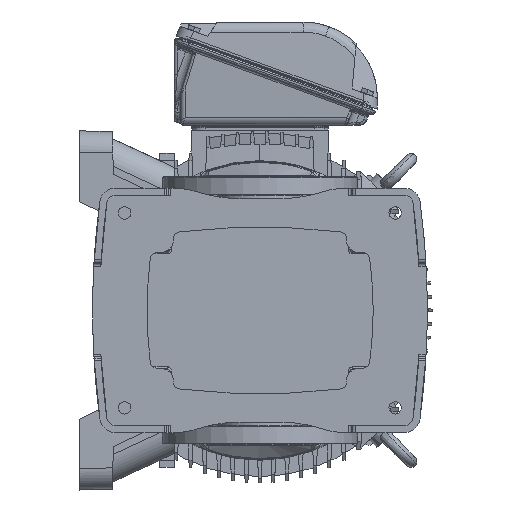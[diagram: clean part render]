
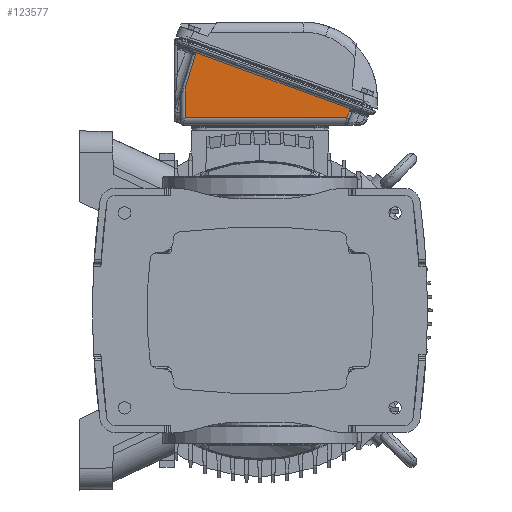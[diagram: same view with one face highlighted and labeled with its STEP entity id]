
A CAD part, front view. The second image highlights one B-rep face of the part: STEP entity #123577.
In plain terms, the highlighted face is planar.
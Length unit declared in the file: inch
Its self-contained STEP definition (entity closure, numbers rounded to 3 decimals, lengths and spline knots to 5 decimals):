
#7544 = ORIENTED_EDGE ( 'NONE', *, *, #149824, .T. ) ;
#7591 = EDGE_LOOP ( 'NONE', ( #7544, #118263, #102918, #90786, #186045, #164636, #89564 ) ) ;
#9681 = CARTESIAN_POINT ( 'NONE',  ( -14.20624, -3.57893, 4.99691 ) ) ;
#14758 = VECTOR ( 'NONE', #66458, 39.37008 ) ;
#19169 = VERTEX_POINT ( 'NONE', #192856 ) ;
#20251 = VERTEX_POINT ( 'NONE', #27945 ) ;
#26603 = CARTESIAN_POINT ( 'NONE',  ( -11.07052, 4.97222, 4.99614 ) ) ;
#27945 = CARTESIAN_POINT ( 'NONE',  ( -12.28292, -4.15254, 4.92695 ) ) ;
#29748 = VECTOR ( 'NONE', #164343, 39.37008 ) ;
#31021 = CARTESIAN_POINT ( 'NONE',  ( -10.69446, -4.15254, 4.87482 ) ) ;
#32373 = VECTOR ( 'NONE', #100863, 39.37008 ) ;
#37216 = VECTOR ( 'NONE', #82466, 39.37008 ) ;
#44109 = EDGE_CURVE ( 'NONE', #171630, #166038, #161496, .T. ) ;
#44138 = DIRECTION ( 'NONE',  ( -0.342, -0.94, 0. ) ) ;
#47084 = CARTESIAN_POINT ( 'NONE',  ( -14.50183, -4.10589, 5.00032 ) ) ;
#55096 = VERTEX_POINT ( 'NONE', #141401 ) ;
#59246 = CARTESIAN_POINT ( 'NONE',  ( -14.28178, -3.60336, 4.9991 ) ) ;
#62750 = EDGE_CURVE ( 'NONE', #55096, #20251, #126056, .T. ) ;
#66458 = DIRECTION ( 'NONE',  ( 0.956, -0.292, -0.035 ) ) ;
#71079 = CARTESIAN_POINT ( 'NONE',  ( -10.69446, 5.81088, 4.99382 ) ) ;
#82466 = DIRECTION ( 'NONE',  ( 0.999, 0., -0.033 ) ) ;
#85240 = EDGE_CURVE ( 'NONE', #184038, #19169, #170623, .T. ) ;
#86102 = CARTESIAN_POINT ( 'NONE',  ( -14.23179, -3.58615, 4.99766 ) ) ;
#86723 = DIRECTION ( 'NONE',  ( 0.033, -0.012, 0.999 ) ) ;
#87376 = EDGE_CURVE ( 'NONE', #20251, #171630, #184180, .T. ) ;
#89564 = ORIENTED_EDGE ( 'NONE', *, *, #85240, .T. ) ;
#89797 = LINE ( 'NONE', #47084, #91900 ) ;
#90786 = ORIENTED_EDGE ( 'NONE', *, *, #87376, .T. ) ;
#91753 = LINE ( 'NONE', #179247, #29748 ) ;
#91900 = VECTOR ( 'NONE', #44138, 39.37008 ) ;
#96155 = CARTESIAN_POINT ( 'NONE',  ( -11.1474, 5.05797, 4.99969 ) ) ;
#100651 = CARTESIAN_POINT ( 'NONE',  ( -15.19685, -4.39372, 5.01969 ) ) ;
#100863 = DIRECTION ( 'NONE',  ( 0., 1., 0.012 ) ) ;
#102918 = ORIENTED_EDGE ( 'NONE', *, *, #62750, .T. ) ;
#115566 = PLANE ( 'NONE',  #179768 ) ;
#116253 = EDGE_CURVE ( 'NONE', #166038, #184038, #91753, .T. ) ;
#118263 = ORIENTED_EDGE ( 'NONE', *, *, #168475, .T. ) ;
#119103 = CARTESIAN_POINT ( 'NONE',  ( -11.08727, 4.98812, 4.99688 ) ) ;
#123577 = ADVANCED_FACE ( 'NONE', ( #130490 ), #115566, .T. ) ;
#124027 = CARTESIAN_POINT ( 'NONE',  ( -11.13388, 5.03926, 4.99902 ) ) ;
#126056 = LINE ( 'NONE', #169804, #14758 ) ;
#130490 = FACE_OUTER_BOUND ( 'NONE', #7591, .T. ) ;
#132775 = CARTESIAN_POINT ( 'NONE',  ( -14.32816, -3.62873, 5.00032 ) ) ;
#134706 = CARTESIAN_POINT ( 'NONE',  ( -14.1933, -3.57561, 4.99652 ) ) ;
#136951 = CARTESIAN_POINT ( 'NONE',  ( -11.10387, 5.00424, 4.99762 ) ) ;
#141401 = CARTESIAN_POINT ( 'NONE',  ( -14.1805, -3.57239, 4.99614 ) ) ;
#148655 = CARTESIAN_POINT ( 'NONE',  ( -14.32816, -3.62873, 5.00032 ) ) ;
#149629 = CARTESIAN_POINT ( 'NONE',  ( -14.24447, -3.59007, 4.99803 ) ) ;
#149824 = EDGE_CURVE ( 'NONE', #19169, #154174, #89797, .T. ) ;
#152850 = CARTESIAN_POINT ( 'NONE',  ( -11.15367, 5.06768, 5.00001 ) ) ;
#154174 = VERTEX_POINT ( 'NONE', #148655 ) ;
#160183 = CARTESIAN_POINT ( 'NONE',  ( -10.69446, 4.8126, 4.9819 ) ) ;
#161281 = DIRECTION ( 'NONE',  ( -0.342, -0.94, 0. ) ) ;
#161496 = LINE ( 'NONE', #71079, #32373 ) ;
#164343 = DIRECTION ( 'NONE',  ( -0.92, 0.39, 0.035 ) ) ;
#164636 = ORIENTED_EDGE ( 'NONE', *, *, #116253, .T. ) ;
#166038 = VERTEX_POINT ( 'NONE', #160183 ) ;
#167780 = CARTESIAN_POINT ( 'NONE',  ( -11.15929, 5.07767, 5.00032 ) ) ;
#168475 = EDGE_CURVE ( 'NONE', #154174, #55096, #180567, .T. ) ;
#168765 = CARTESIAN_POINT ( 'NONE',  ( -11.12664, 5.03029, 4.99868 ) ) ;
#169804 = CARTESIAN_POINT ( 'NONE',  ( -12.79918, -3.99471, 4.94577 ) ) ;
#170623 = B_SPLINE_CURVE_WITH_KNOTS ( 'NONE', 3,
 ( #194624, #119103, #136951, #168765, #124027, #96155, #152850, #167780 ),
 .UNSPECIFIED., .F., .F.,
 ( 4, 2, 2, 4 ),
 ( -0.00001, 0.00175, 0.00263, 0.00351 ),
 .UNSPECIFIED. ) ;
#171630 = VERTEX_POINT ( 'NONE', #31021 ) ;
#174878 = CARTESIAN_POINT ( 'NONE',  ( -15.19676, -4.15254, 5.02256 ) ) ;
#175568 = CARTESIAN_POINT ( 'NONE',  ( -14.1805, -3.57239, 4.99614 ) ) ;
#177518 = CARTESIAN_POINT ( 'NONE',  ( -14.30576, -3.61427, 4.99975 ) ) ;
#179247 = CARTESIAN_POINT ( 'NONE',  ( -11.15552, 5.00831, 4.99936 ) ) ;
#179768 = AXIS2_PLACEMENT_3D ( 'NONE', #100651, #86723, #161281 ) ;
#180567 = B_SPLINE_CURVE_WITH_KNOTS ( 'NONE', 3,
 ( #132775, #177518, #59246, #149629, #86102, #9681, #134706, #175568 ),
 .UNSPECIFIED., .F., .F.,
 ( 4, 2, 2, 4 ),
 ( 0.00365, 0.00566, 0.00667, 0.00768 ),
 .UNSPECIFIED. ) ;
#184038 = VERTEX_POINT ( 'NONE', #26603 ) ;
#184180 = LINE ( 'NONE', #174878, #37216 ) ;
#186045 = ORIENTED_EDGE ( 'NONE', *, *, #44109, .T. ) ;
#192856 = CARTESIAN_POINT ( 'NONE',  ( -11.15929, 5.07767, 5.00032 ) ) ;
#194624 = CARTESIAN_POINT ( 'NONE',  ( -11.07052, 4.97222, 4.99614 ) ) ;
